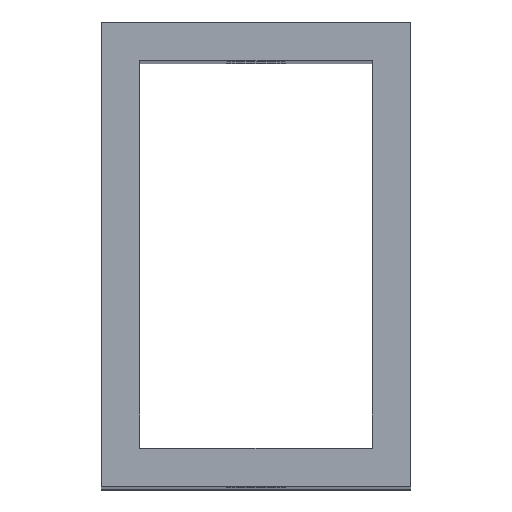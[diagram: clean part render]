
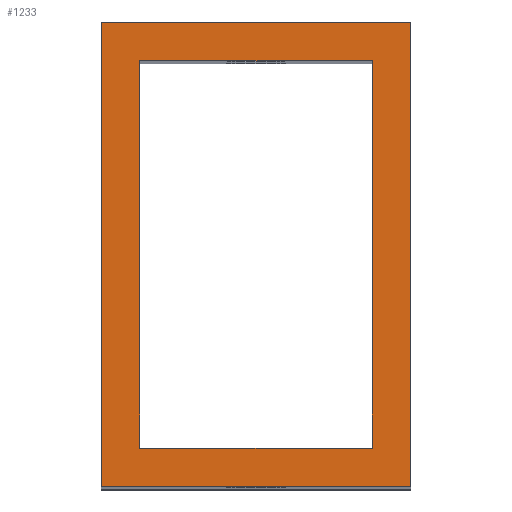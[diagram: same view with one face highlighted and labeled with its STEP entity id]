
A CAD part, top view. The second image highlights one B-rep face of the part: STEP entity #1233.
In plain terms, the highlighted planar face has unit normal (0, 0, 1).
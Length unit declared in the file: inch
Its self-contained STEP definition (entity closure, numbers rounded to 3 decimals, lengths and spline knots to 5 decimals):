
#7 = VERTEX_POINT ( 'NONE', #982 ) ;
#17 = DIRECTION ( 'NONE',  ( 0., 1., 0. ) ) ;
#57 = EDGE_CURVE ( 'NONE', #746, #1037, #224, .T. ) ;
#65 = LINE ( 'NONE', #708, #850 ) ;
#165 = VECTOR ( 'NONE', #677, 39.37008 ) ;
#209 = VERTEX_POINT ( 'NONE', #1149 ) ;
#224 = LINE ( 'NONE', #970, #819 ) ;
#243 = PLANE ( 'NONE',  #779 ) ;
#251 = CARTESIAN_POINT ( 'NONE',  ( -0.5, -0.625, 6. ) ) ;
#253 = EDGE_CURVE ( 'NONE', #7, #746, #380, .T. ) ;
#267 = ORIENTED_EDGE ( 'NONE', *, *, #1308, .T. ) ;
#296 = DIRECTION ( 'NONE',  ( 1., 0., 0. ) ) ;
#305 = VERTEX_POINT ( 'NONE', #1087 ) ;
#331 = LINE ( 'NONE', #251, #165 ) ;
#354 = DIRECTION ( 'NONE',  ( 0., 0., 1. ) ) ;
#357 = EDGE_CURVE ( 'NONE', #1154, #305, #551, .T. ) ;
#369 = CARTESIAN_POINT ( 'NONE',  ( 0.375, -0.625, 6. ) ) ;
#380 = LINE ( 'NONE', #809, #577 ) ;
#381 = CARTESIAN_POINT ( 'NONE',  ( -0.5, 0.625, 6. ) ) ;
#383 = CARTESIAN_POINT ( 'NONE',  ( -0.5, 0.75, 6. ) ) ;
#404 = VERTEX_POINT ( 'NONE', #383 ) ;
#425 = CARTESIAN_POINT ( 'NONE',  ( -0.5, 0.75, 6. ) ) ;
#450 = FACE_OUTER_BOUND ( 'NONE', #454, .T. ) ;
#454 = EDGE_LOOP ( 'NONE', ( #1147, #267, #734, #1388 ) ) ;
#472 = DIRECTION ( 'NONE',  ( 0., 1., 0. ) ) ;
#500 = CARTESIAN_POINT ( 'NONE',  ( 0.5, -0.75, 6. ) ) ;
#546 = EDGE_CURVE ( 'NONE', #404, #7, #731, .T. ) ;
#551 = LINE ( 'NONE', #1407, #666 ) ;
#577 = VECTOR ( 'NONE', #296, 39.37008 ) ;
#588 = VERTEX_POINT ( 'NONE', #967 ) ;
#625 = VECTOR ( 'NONE', #1240, 39.37008 ) ;
#647 = VECTOR ( 'NONE', #1139, 39.37008 ) ;
#666 = VECTOR ( 'NONE', #472, 39.37008 ) ;
#677 = DIRECTION ( 'NONE',  ( 1., 0., 0. ) ) ;
#700 = LINE ( 'NONE', #1133, #647 ) ;
#708 = CARTESIAN_POINT ( 'NONE',  ( -0.375, 0.75, 6. ) ) ;
#717 = VECTOR ( 'NONE', #1164, 39.37008 ) ;
#731 = LINE ( 'NONE', #425, #717 ) ;
#734 = ORIENTED_EDGE ( 'NONE', *, *, #546, .T. ) ;
#746 = VERTEX_POINT ( 'NONE', #500 ) ;
#767 = CARTESIAN_POINT ( 'NONE',  ( 0., 0., 6. ) ) ;
#768 = ORIENTED_EDGE ( 'NONE', *, *, #1242, .F. ) ;
#776 = FACE_BOUND ( 'NONE', #1315, .T. ) ;
#779 = AXIS2_PLACEMENT_3D ( 'NONE', #767, #354, #1090 ) ;
#804 = LINE ( 'NONE', #381, #625 ) ;
#806 = ORIENTED_EDGE ( 'NONE', *, *, #922, .F. ) ;
#809 = CARTESIAN_POINT ( 'NONE',  ( -0.5, -0.75, 6. ) ) ;
#819 = VECTOR ( 'NONE', #17, 39.37008 ) ;
#821 = DIRECTION ( 'NONE',  ( 0., -1., 0. ) ) ;
#850 = VECTOR ( 'NONE', #821, 39.37008 ) ;
#901 = ORIENTED_EDGE ( 'NONE', *, *, #357, .F. ) ;
#922 = EDGE_CURVE ( 'NONE', #209, #588, #65, .T. ) ;
#967 = CARTESIAN_POINT ( 'NONE',  ( -0.375, -0.625, 6. ) ) ;
#970 = CARTESIAN_POINT ( 'NONE',  ( 0.5, 0.75, 6. ) ) ;
#982 = CARTESIAN_POINT ( 'NONE',  ( -0.5, -0.75, 6. ) ) ;
#1037 = VERTEX_POINT ( 'NONE', #1273 ) ;
#1087 = CARTESIAN_POINT ( 'NONE',  ( 0.375, 0.625, 6. ) ) ;
#1090 = DIRECTION ( 'NONE',  ( 1., 0., 0. ) ) ;
#1133 = CARTESIAN_POINT ( 'NONE',  ( -0.5, 0.75, 6. ) ) ;
#1139 = DIRECTION ( 'NONE',  ( -1., 0., 0. ) ) ;
#1147 = ORIENTED_EDGE ( 'NONE', *, *, #57, .T. ) ;
#1149 = CARTESIAN_POINT ( 'NONE',  ( -0.375, 0.625, 6. ) ) ;
#1154 = VERTEX_POINT ( 'NONE', #369 ) ;
#1164 = DIRECTION ( 'NONE',  ( 0., -1., 0. ) ) ;
#1233 = ADVANCED_FACE ( 'NONE', ( #776, #450 ), #243, .T. ) ;
#1240 = DIRECTION ( 'NONE',  ( -1., 0., 0. ) ) ;
#1242 = EDGE_CURVE ( 'NONE', #588, #1154, #331, .T. ) ;
#1273 = CARTESIAN_POINT ( 'NONE',  ( 0.5, 0.75, 6. ) ) ;
#1308 = EDGE_CURVE ( 'NONE', #1037, #404, #700, .T. ) ;
#1315 = EDGE_LOOP ( 'NONE', ( #901, #768, #806, #1333 ) ) ;
#1333 = ORIENTED_EDGE ( 'NONE', *, *, #1393, .F. ) ;
#1388 = ORIENTED_EDGE ( 'NONE', *, *, #253, .T. ) ;
#1393 = EDGE_CURVE ( 'NONE', #305, #209, #804, .T. ) ;
#1407 = CARTESIAN_POINT ( 'NONE',  ( 0.375, 0.75, 6. ) ) ;
